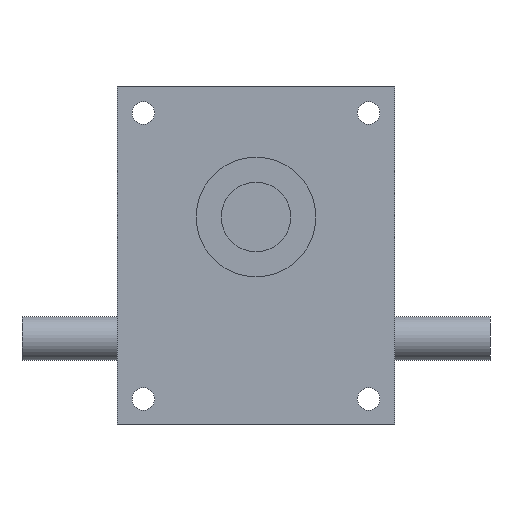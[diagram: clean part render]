
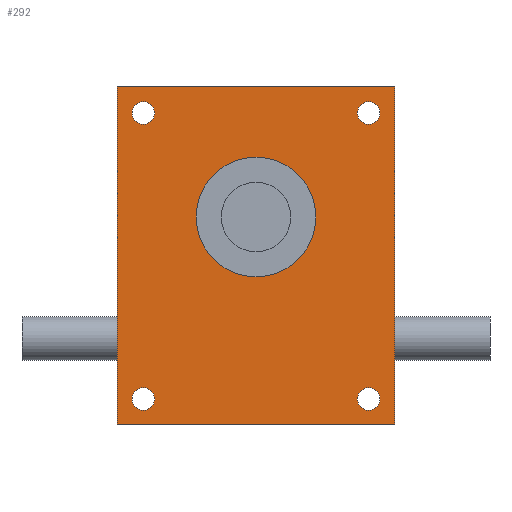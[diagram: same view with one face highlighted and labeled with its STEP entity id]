
A CAD part, front view. The second image highlights one B-rep face of the part: STEP entity #292.
In plain terms, the highlighted planar face has unit normal (0, -1, 0).
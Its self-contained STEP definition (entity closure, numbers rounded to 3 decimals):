
#292 = ADVANCED_FACE( '', ( #668, #669, #670, #671, #672, #673 ), #674, .F. );
#668 = FACE_BOUND( '', #1197, .T. );
#669 = FACE_BOUND( '', #1198, .T. );
#670 = FACE_BOUND( '', #1199, .T. );
#671 = FACE_BOUND( '', #1200, .T. );
#672 = FACE_BOUND( '', #1201, .T. );
#673 = FACE_OUTER_BOUND( '', #1202, .T. );
#674 = PLANE( '', #1203 );
#1197 = EDGE_LOOP( '', ( #1812 ) );
#1198 = EDGE_LOOP( '', ( #1813 ) );
#1199 = EDGE_LOOP( '', ( #1814 ) );
#1200 = EDGE_LOOP( '', ( #1815 ) );
#1201 = EDGE_LOOP( '', ( #1816 ) );
#1202 = EDGE_LOOP( '', ( #1817, #1818, #1819, #1820 ) );
#1203 = AXIS2_PLACEMENT_3D( '', #1821, #1822, #1823 );
#1812 = ORIENTED_EDGE( '', *, *, #2982, .T. );
#1813 = ORIENTED_EDGE( '', *, *, #2983, .T. );
#1814 = ORIENTED_EDGE( '', *, *, #2984, .T. );
#1815 = ORIENTED_EDGE( '', *, *, #2985, .T. );
#1816 = ORIENTED_EDGE( '', *, *, #2986, .T. );
#1817 = ORIENTED_EDGE( '', *, *, #2987, .T. );
#1818 = ORIENTED_EDGE( '', *, *, #2988, .F. );
#1819 = ORIENTED_EDGE( '', *, *, #2989, .F. );
#1820 = ORIENTED_EDGE( '', *, *, #2990, .T. );
#1821 = CARTESIAN_POINT( '', ( -80., -60., 97.5 ) );
#1822 = DIRECTION( '', ( 0., 1., 0. ) );
#1823 = DIRECTION( '', ( 0., 0., 1. ) );
#2982 = EDGE_CURVE( '', #3538, #3538, #3539, .T. );
#2983 = EDGE_CURVE( '', #3540, #3540, #3541, .T. );
#2984 = EDGE_CURVE( '', #3542, #3542, #3543, .T. );
#2985 = EDGE_CURVE( '', #3544, #3544, #3545, .T. );
#2986 = EDGE_CURVE( '', #3546, #3546, #3547, .T. );
#2987 = EDGE_CURVE( '', #3548, #3549, #3550, .T. );
#2988 = EDGE_CURVE( '', #3551, #3549, #3552, .T. );
#2989 = EDGE_CURVE( '', #3553, #3551, #3554, .T. );
#2990 = EDGE_CURVE( '', #3553, #3548, #3555, .T. );
#3538 = VERTEX_POINT( '', #4359 );
#3539 = CIRCLE( '', #4360, 6.5 );
#3540 = VERTEX_POINT( '', #4361 );
#3541 = CIRCLE( '', #4362, 6.5 );
#3542 = VERTEX_POINT( '', #4363 );
#3543 = CIRCLE( '', #4364, 6.5 );
#3544 = VERTEX_POINT( '', #4365 );
#3545 = CIRCLE( '', #4366, 6.5 );
#3546 = VERTEX_POINT( '', #4367 );
#3547 = CIRCLE( '', #4368, 34.5 );
#3548 = VERTEX_POINT( '', #4369 );
#3549 = VERTEX_POINT( '', #4370 );
#3550 = LINE( '', #4371, #4372 );
#3551 = VERTEX_POINT( '', #4373 );
#3552 = LINE( '', #4374, #4375 );
#3553 = VERTEX_POINT( '', #4376 );
#3554 = LINE( '', #4377, #4378 );
#3555 = LINE( '', #4379, #4380 );
#4359 = CARTESIAN_POINT( '', ( 71.5, -60., 82.5 ) );
#4360 = AXIS2_PLACEMENT_3D( '', #5184, #5185, #5186 );
#4361 = CARTESIAN_POINT( '', ( -58.5, -60., 82.5 ) );
#4362 = AXIS2_PLACEMENT_3D( '', #5187, #5188, #5189 );
#4363 = CARTESIAN_POINT( '', ( -58.5, -60., -82.5 ) );
#4364 = AXIS2_PLACEMENT_3D( '', #5190, #5191, #5192 );
#4365 = CARTESIAN_POINT( '', ( 71.5, -60., -82.5 ) );
#4366 = AXIS2_PLACEMENT_3D( '', #5193, #5194, #5195 );
#4367 = CARTESIAN_POINT( '', ( 34.5, -60., 22.5 ) );
#4368 = AXIS2_PLACEMENT_3D( '', #5196, #5197, #5198 );
#4369 = CARTESIAN_POINT( '', ( -80., -60., -97.5 ) );
#4370 = CARTESIAN_POINT( '', ( 80., -60., -97.5 ) );
#4371 = CARTESIAN_POINT( '', ( -80., -60., -97.5 ) );
#4372 = VECTOR( '', #5199, 1000. );
#4373 = CARTESIAN_POINT( '', ( 80., -60., 97.5 ) );
#4374 = CARTESIAN_POINT( '', ( 80., -60., 97.5 ) );
#4375 = VECTOR( '', #5200, 1000. );
#4376 = CARTESIAN_POINT( '', ( -80., -60., 97.5 ) );
#4377 = CARTESIAN_POINT( '', ( -80., -60., 97.5 ) );
#4378 = VECTOR( '', #5201, 1000. );
#4379 = CARTESIAN_POINT( '', ( -80., -60., 97.5 ) );
#4380 = VECTOR( '', #5202, 1000. );
#5184 = CARTESIAN_POINT( '', ( 65., -60., 82.5 ) );
#5185 = DIRECTION( '', ( 0., 1., 0. ) );
#5186 = DIRECTION( '', ( 1., 0., 0. ) );
#5187 = CARTESIAN_POINT( '', ( -65., -60., 82.5 ) );
#5188 = DIRECTION( '', ( 0., 1., 0. ) );
#5189 = DIRECTION( '', ( 1., 0., 0. ) );
#5190 = CARTESIAN_POINT( '', ( -65., -60., -82.5 ) );
#5191 = DIRECTION( '', ( 0., 1., 0. ) );
#5192 = DIRECTION( '', ( 1., 0., 0. ) );
#5193 = CARTESIAN_POINT( '', ( 65., -60., -82.5 ) );
#5194 = DIRECTION( '', ( 0., 1., 0. ) );
#5195 = DIRECTION( '', ( 1., 0., 0. ) );
#5196 = CARTESIAN_POINT( '', ( 0., -60., 22.5 ) );
#5197 = DIRECTION( '', ( 0., 1., 0. ) );
#5198 = DIRECTION( '', ( 1., 0., 0. ) );
#5199 = DIRECTION( '', ( 1., 0., 0. ) );
#5200 = DIRECTION( '', ( 0., 0., -1. ) );
#5201 = DIRECTION( '', ( 1., 0., 0. ) );
#5202 = DIRECTION( '', ( 0., 0., -1. ) );
